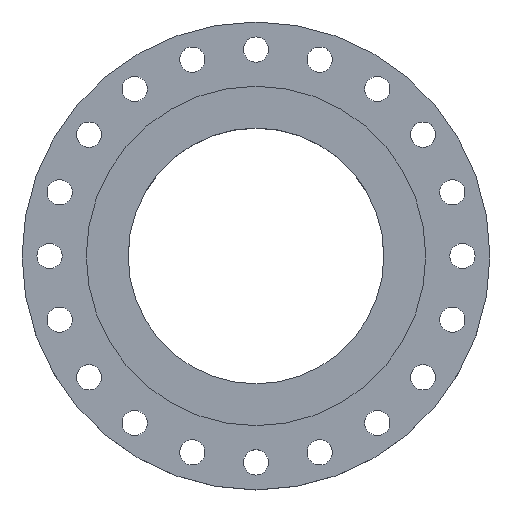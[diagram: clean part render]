
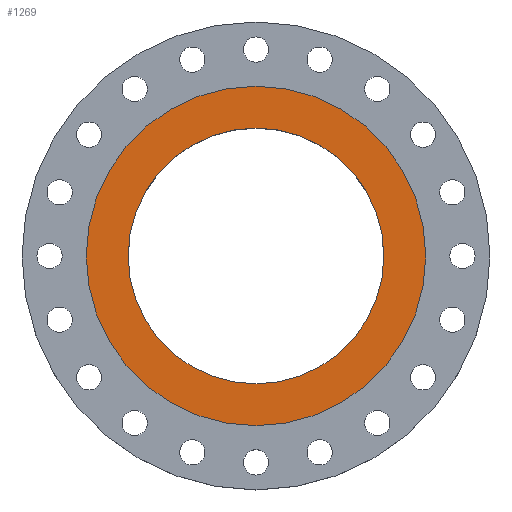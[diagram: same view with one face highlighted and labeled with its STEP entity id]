
A CAD part, top view. The second image highlights one B-rep face of the part: STEP entity #1269.
In plain terms, the highlighted planar face has unit normal (0, 0, 1).
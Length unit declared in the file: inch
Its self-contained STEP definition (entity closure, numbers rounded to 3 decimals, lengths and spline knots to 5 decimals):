
#14 = DIRECTION ( 'NONE',  ( 0., 0., 1. ) ) ;
#21 = FACE_BOUND ( 'NONE', #578, .T. ) ;
#38 = VERTEX_POINT ( 'NONE', #1305 ) ;
#56 = EDGE_CURVE ( 'NONE', #38, #1871, #458, .T. ) ;
#139 = DIRECTION ( 'NONE',  ( 1., 0., 0. ) ) ;
#167 = CIRCLE ( 'NONE', #361, 6.96875 ) ;
#182 = PLANE ( 'NONE',  #1656 ) ;
#200 = AXIS2_PLACEMENT_3D ( 'NONE', #640, #1301, #494 ) ;
#361 = AXIS2_PLACEMENT_3D ( 'NONE', #1622, #14, #1934 ) ;
#458 = CIRCLE ( 'NONE', #633, 6.96875 ) ;
#494 = DIRECTION ( 'NONE',  ( 1., 0., 0. ) ) ;
#578 = EDGE_LOOP ( 'NONE', ( #769, #1095 ) ) ;
#633 = AXIS2_PLACEMENT_3D ( 'NONE', #1131, #940, #139 ) ;
#640 = CARTESIAN_POINT ( 'NONE',  ( 0., 0., 0. ) ) ;
#665 = FACE_OUTER_BOUND ( 'NONE', #1683, .T. ) ;
#679 = CARTESIAN_POINT ( 'NONE',  ( 0., 0., 0. ) ) ;
#701 = DIRECTION ( 'NONE',  ( 1., 0., 0. ) ) ;
#769 = ORIENTED_EDGE ( 'NONE', *, *, #56, .F. ) ;
#842 = ORIENTED_EDGE ( 'NONE', *, *, #2035, .T. ) ;
#855 = CIRCLE ( 'NONE', #200, 9.25 ) ;
#879 = CARTESIAN_POINT ( 'NONE',  ( 9.25, 0., 0. ) ) ;
#891 = EDGE_CURVE ( 'NONE', #1871, #38, #167, .T. ) ;
#940 = DIRECTION ( 'NONE',  ( 0., 0., 1. ) ) ;
#1095 = ORIENTED_EDGE ( 'NONE', *, *, #891, .F. ) ;
#1097 = ORIENTED_EDGE ( 'NONE', *, *, #1758, .T. ) ;
#1122 = AXIS2_PLACEMENT_3D ( 'NONE', #679, #1355, #701 ) ;
#1131 = CARTESIAN_POINT ( 'NONE',  ( 0., 0., 0. ) ) ;
#1269 = ADVANCED_FACE ( 'NONE', ( #21, #665 ), #182, .F. ) ;
#1301 = DIRECTION ( 'NONE',  ( 0., 0., 1. ) ) ;
#1305 = CARTESIAN_POINT ( 'NONE',  ( 6.96875, 0., 0. ) ) ;
#1345 = CARTESIAN_POINT ( 'NONE',  ( 0., 6.96875, 0. ) ) ;
#1355 = DIRECTION ( 'NONE',  ( 0., 0., 1. ) ) ;
#1394 = CARTESIAN_POINT ( 'NONE',  ( -6.96875, 0., 0. ) ) ;
#1429 = CIRCLE ( 'NONE', #1122, 9.25 ) ;
#1440 = VERTEX_POINT ( 'NONE', #1533 ) ;
#1533 = CARTESIAN_POINT ( 'NONE',  ( -9.25, 0., 0. ) ) ;
#1622 = CARTESIAN_POINT ( 'NONE',  ( 0., 0., 0. ) ) ;
#1654 = DIRECTION ( 'NONE',  ( 0., 0., -1. ) ) ;
#1656 = AXIS2_PLACEMENT_3D ( 'NONE', #1345, #1654, #1662 ) ;
#1662 = DIRECTION ( 'NONE',  ( -1., 0., 0. ) ) ;
#1683 = EDGE_LOOP ( 'NONE', ( #842, #1097 ) ) ;
#1758 = EDGE_CURVE ( 'NONE', #1440, #1795, #1429, .T. ) ;
#1795 = VERTEX_POINT ( 'NONE', #879 ) ;
#1871 = VERTEX_POINT ( 'NONE', #1394 ) ;
#1934 = DIRECTION ( 'NONE',  ( 1., 0., 0. ) ) ;
#2035 = EDGE_CURVE ( 'NONE', #1795, #1440, #855, .T. ) ;
